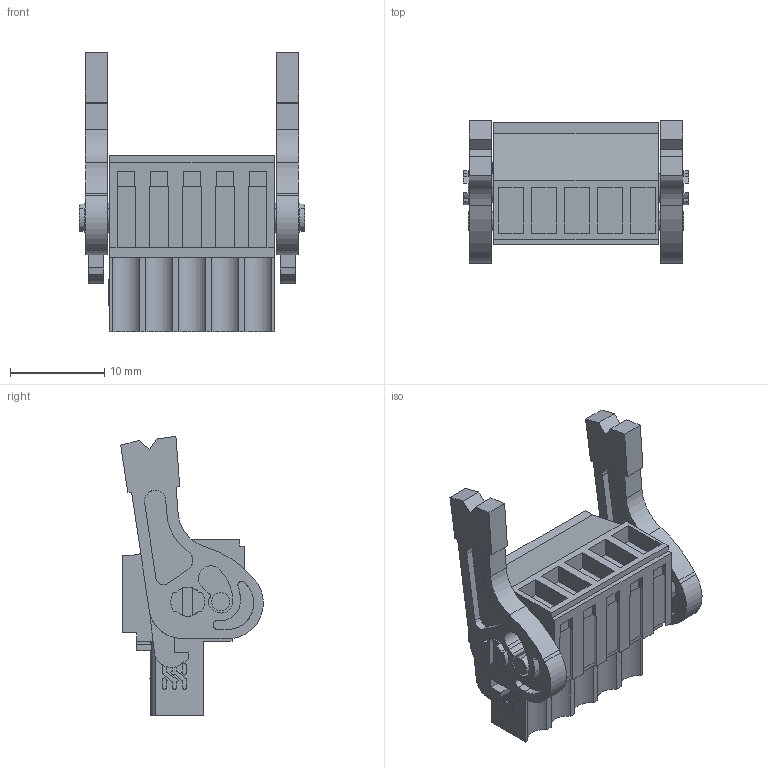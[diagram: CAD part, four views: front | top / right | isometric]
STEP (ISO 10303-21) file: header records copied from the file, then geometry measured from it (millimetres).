
FILE_DESCRIPTION(('CATIA V5 STEP Exchange','CAx-IF Rec.Pracs.--- Model Styling and Organization---1.2---2011-12-15'),'2;1');
FILE_NAME ('D1452679_0_1531020000_1531020000.stp','2017-04-25T12:44:32+00:00',('none'),('Weidmueller'),'CATIA Version 5-6 Release 2014','CATIA V5 STEP AP214','none');
FILE_SCHEMA(('AUTOMOTIVE_DESIGN { 1 0 10303 214 1 1 1 1 }'));
Length unit declared in the file: millimetre
Products named in the file (1): 1531020000
Bounding box: 23.9 x 15.12 x 29.66 mm (x, y, z)
Volume: 3243 mm3; surface area: 3501.6 mm2
Topology: 8 solids, 8 shells, 531 faces, 1461 edges, 984 vertices
Faces by surface type: plane 401, cylinder 70, extrusion 60
Entity records: 16677 total; most frequent: CARTESIAN_POINT 3986, ORIENTED_EDGE 2922, DIRECTION 1997, EDGE_CURVE 1461, VECTOR 1149, LINE 1089, VERTEX_POINT 984, EDGE_LOOP 577
